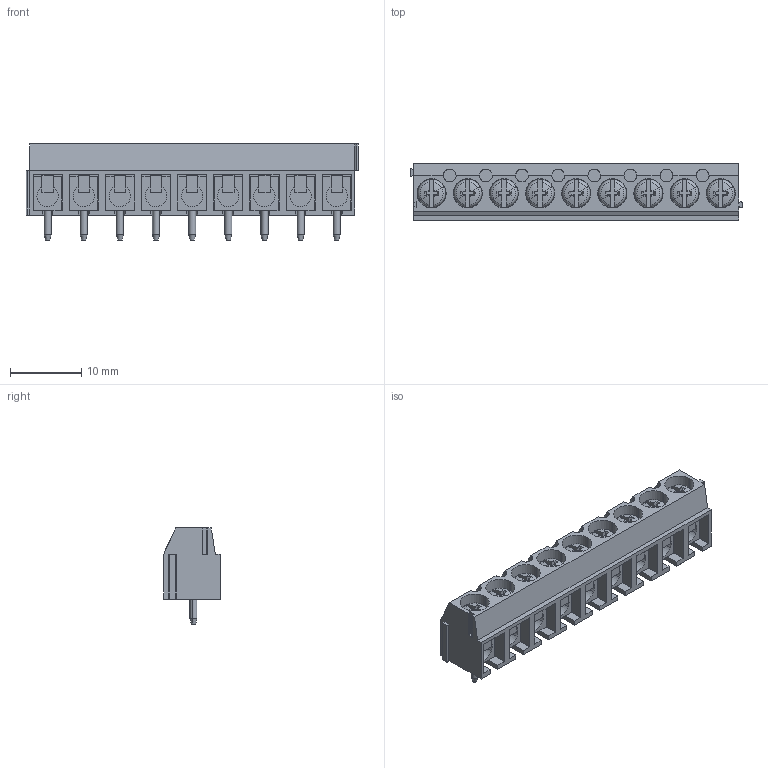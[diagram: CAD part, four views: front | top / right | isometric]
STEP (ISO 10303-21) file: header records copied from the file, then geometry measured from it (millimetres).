
FILE_DESCRIPTION(('CATIA V5 STEP Exchange','CAx-IF Rec.Pracs.--- Model Styling and Organization---1.4--- 2014-01-23'),'2;1');
FILE_NAME ('D1449990_1_1234610000_1234610000.stp','2021-04-07T13:46:55+00:00',('none'),('Weidmueller'),'CATIA Version 5-6 Release 2016 SP3 HF44','CATIA V5 STEP AP214','none');
FILE_SCHEMA(('AUTOMOTIVE_DESIGN { 1 0 10303 214 1 1 1 1 }'));
Length unit declared in the file: millimetre
Products named in the file (1): 1234610000
Bounding box: 46.67 x 8 x 13.5 mm (x, y, z)
Volume: 2423.8 mm3; surface area: 4767.1 mm2
Topology: 19 solids, 19 shells, 584 faces, 1544 edges, 1016 vertices
Faces by surface type: plane 358, cylinder 100, cone 54, torus 36, revolution 36
Entity records: 17202 total; most frequent: CARTESIAN_POINT 4308, ORIENTED_EDGE 3088, DIRECTION 1858, EDGE_CURVE 1544, VERTEX_POINT 1016, VECTOR 882, LINE 882, AXIS2_PLACEMENT_3D 691
